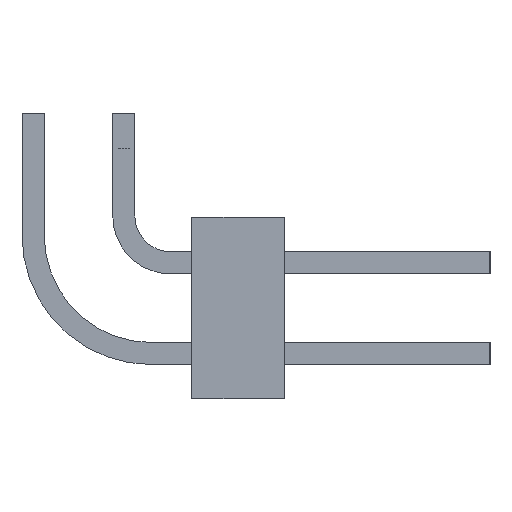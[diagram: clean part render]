
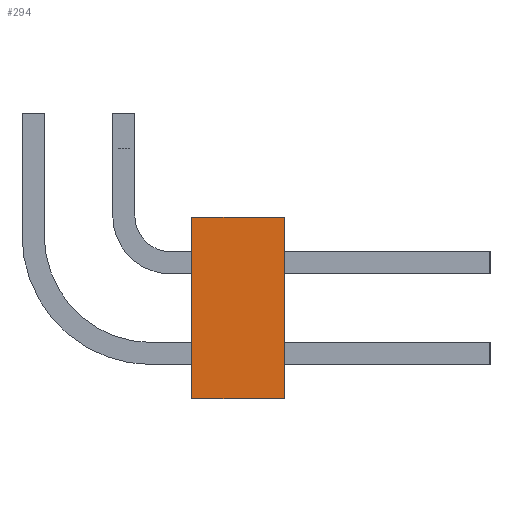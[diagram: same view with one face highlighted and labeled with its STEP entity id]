
A CAD part, left-side view. The second image highlights one B-rep face of the part: STEP entity #294.
In plain terms, the highlighted planar face has unit normal (-1, 0, 0).
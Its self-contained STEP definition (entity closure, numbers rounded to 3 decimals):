
#294=ADVANCED_FACE('',(#4162),#4164,.T.);
#4162=FACE_BOUND('',#4163,.T.);
#4163=EDGE_LOOP('',(#7292,#7293,#7294,#7295));
#4164=PLANE('',#4165);
#4165=AXIS2_PLACEMENT_3D('',#4166,#4167,#4168);
#4166=CARTESIAN_POINT('',(-2.54,0.,0.));
#4167=DIRECTION('',(-1.,0.,0.));
#4168=DIRECTION('',(0.,0.,-1.));
#7292=ORIENTED_EDGE('',*,*,#9327,.T.);
#7293=ORIENTED_EDGE('',*,*,#9314,.T.);
#7294=ORIENTED_EDGE('',*,*,#9326,.T.);
#7295=ORIENTED_EDGE('',*,*,#9328,.T.);
#9314=EDGE_CURVE('',#10367,#10365,#10368,.T.);
#9326=EDGE_CURVE('',#10365,#10385,#10387,.T.);
#9327=EDGE_CURVE('',#10388,#10367,#10389,.T.);
#9328=EDGE_CURVE('',#10385,#10388,#10390,.T.);
#10365=VERTEX_POINT('',#12149);
#10367=VERTEX_POINT('',#12153);
#10368=LINE('',#12154,#12155);
#10385=VERTEX_POINT('',#12193);
#10387=LINE('',#12197,#12198);
#10388=VERTEX_POINT('',#12200);
#10389=LINE('',#12201,#12202);
#10390=LINE('',#12204,#12205);
#12149=CARTESIAN_POINT('',(-2.54,-4.75,-8.));
#12153=CARTESIAN_POINT('',(-2.54,-4.75,-2.92));
#12154=CARTESIAN_POINT('',(-2.54,-4.75,-2.92));
#12155=VECTOR('',#12156,1.);
#12156=DIRECTION('',(0.,0.,-1.));
#12193=CARTESIAN_POINT('',(-2.54,-7.35,-8.));
#12197=CARTESIAN_POINT('',(-2.54,-4.75,-8.));
#12198=VECTOR('',#12199,1.);
#12199=DIRECTION('',(0.,-1.,0.));
#12200=CARTESIAN_POINT('',(-2.54,-7.35,-2.92));
#12201=CARTESIAN_POINT('',(-2.54,-7.35,-2.92));
#12202=VECTOR('',#12203,1.);
#12203=DIRECTION('',(0.,1.,0.));
#12204=CARTESIAN_POINT('',(-2.54,-7.35,-8.));
#12205=VECTOR('',#12206,1.);
#12206=DIRECTION('',(0.,0.,1.));
